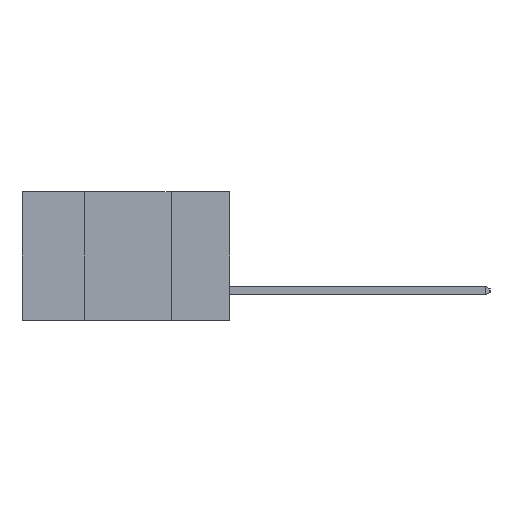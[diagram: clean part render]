
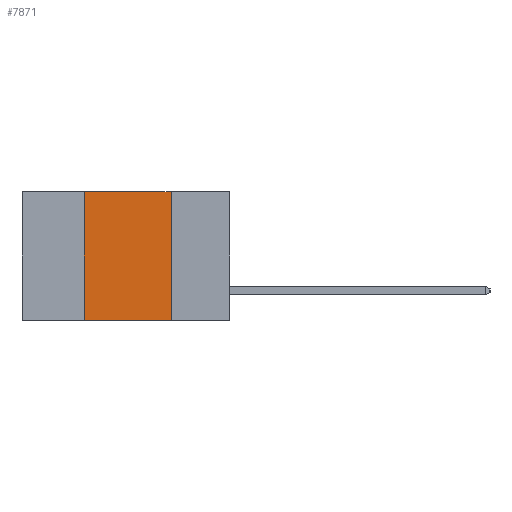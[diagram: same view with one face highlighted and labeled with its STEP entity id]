
A CAD part, left-side view. The second image highlights one B-rep face of the part: STEP entity #7871.
In plain terms, the highlighted planar face has unit normal (-1, 0, 0).
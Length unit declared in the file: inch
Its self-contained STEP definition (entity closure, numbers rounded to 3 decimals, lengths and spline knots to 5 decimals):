
#447 = DIRECTION ( 'NONE',  ( 0., 0., -1. ) ) ;
#589 = EDGE_CURVE ( 'NONE', #4011, #8786, #5296, .T. ) ;
#636 = ORIENTED_EDGE ( 'NONE', *, *, #589, .T. ) ;
#945 = ORIENTED_EDGE ( 'NONE', *, *, #2258, .F. ) ;
#1020 = PLANE ( 'NONE',  #8889 ) ;
#1672 = DIRECTION ( 'NONE',  ( 0., -1., 0. ) ) ;
#2258 = EDGE_CURVE ( 'NONE', #7815, #8786, #6717, .T. ) ;
#2269 = VECTOR ( 'NONE', #9830, 39.37008 ) ;
#2554 = CARTESIAN_POINT ( 'NONE',  ( 0., 0.6, 0. ) ) ;
#2811 = VECTOR ( 'NONE', #447, 39.37008 ) ;
#3272 = CARTESIAN_POINT ( 'NONE',  ( 0., 0.17, 0. ) ) ;
#3334 = DIRECTION ( 'NONE',  ( 0., 0., -1. ) ) ;
#3412 = EDGE_LOOP ( 'NONE', ( #945, #6423, #3884, #636 ) ) ;
#3737 = VECTOR ( 'NONE', #1672, 39.37008 ) ;
#3881 = CARTESIAN_POINT ( 'NONE',  ( 0., 0.42, -0.37 ) ) ;
#3884 = ORIENTED_EDGE ( 'NONE', *, *, #7611, .F. ) ;
#4011 = VERTEX_POINT ( 'NONE', #3881 ) ;
#4067 = VECTOR ( 'NONE', #5603, 39.37008 ) ;
#4324 = LINE ( 'NONE', #8424, #2269 ) ;
#4662 = CARTESIAN_POINT ( 'NONE',  ( 0., 0.6, -0.37 ) ) ;
#5296 = LINE ( 'NONE', #4662, #4067 ) ;
#5543 = CARTESIAN_POINT ( 'NONE',  ( 0., 0.17, -0.37 ) ) ;
#5603 = DIRECTION ( 'NONE',  ( 0., -1., 0. ) ) ;
#5790 = LINE ( 'NONE', #7807, #3737 ) ;
#6091 = CARTESIAN_POINT ( 'NONE',  ( 0., 0.42, 0. ) ) ;
#6291 = CARTESIAN_POINT ( 'NONE',  ( 0., 0.17, -0.37 ) ) ;
#6423 = ORIENTED_EDGE ( 'NONE', *, *, #7096, .F. ) ;
#6717 = LINE ( 'NONE', #5543, #2811 ) ;
#7096 = EDGE_CURVE ( 'NONE', #8605, #7815, #5790, .T. ) ;
#7611 = EDGE_CURVE ( 'NONE', #4011, #8605, #4324, .T. ) ;
#7807 = CARTESIAN_POINT ( 'NONE',  ( 0., 0.6, 0. ) ) ;
#7815 = VERTEX_POINT ( 'NONE', #3272 ) ;
#7871 = ADVANCED_FACE ( 'NONE', ( #9702 ), #1020, .F. ) ;
#7956 = DIRECTION ( 'NONE',  ( 1., 0., 0. ) ) ;
#8424 = CARTESIAN_POINT ( 'NONE',  ( 0., 0.42, -0.37 ) ) ;
#8605 = VERTEX_POINT ( 'NONE', #6091 ) ;
#8786 = VERTEX_POINT ( 'NONE', #6291 ) ;
#8889 = AXIS2_PLACEMENT_3D ( 'NONE', #2554, #7956, #3334 ) ;
#9702 = FACE_OUTER_BOUND ( 'NONE', #3412, .T. ) ;
#9830 = DIRECTION ( 'NONE',  ( 0., 0., 1. ) ) ;
